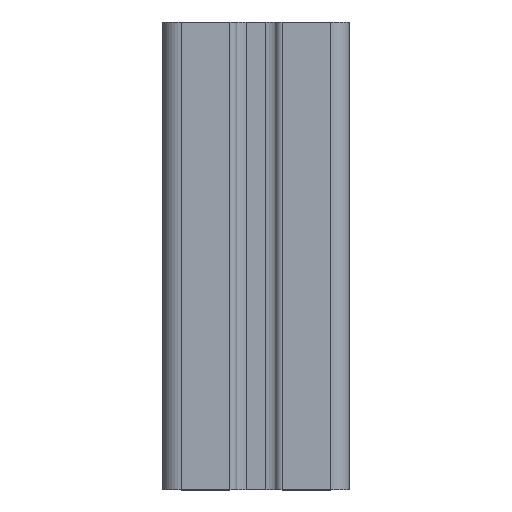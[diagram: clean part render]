
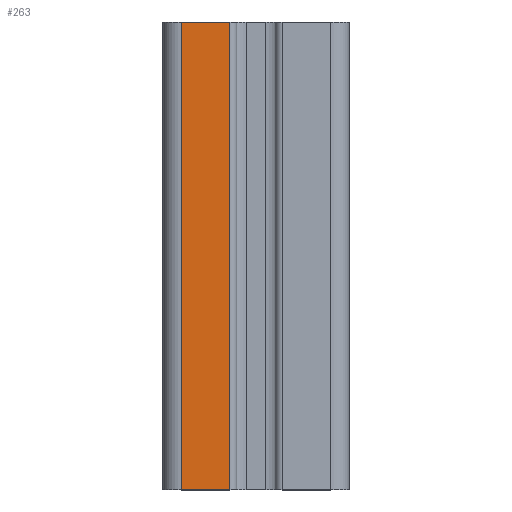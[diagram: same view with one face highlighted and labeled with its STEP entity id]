
A CAD part, top view. The second image highlights one B-rep face of the part: STEP entity #263.
In plain terms, the highlighted planar face has unit normal (0, 0, 1).
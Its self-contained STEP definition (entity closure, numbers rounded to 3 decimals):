
#263 = ADVANCED_FACE( '', ( #752 ), #753, .T. );
#752 = FACE_OUTER_BOUND( '', #1483, .T. );
#753 = PLANE( '', #1484 );
#1483 = EDGE_LOOP( '', ( #2218, #2219, #2220, #2221 ) );
#1484 = AXIS2_PLACEMENT_3D( '', #2222, #2223, #2224 );
#2218 = ORIENTED_EDGE( '', *, *, #4548, .F. );
#2219 = ORIENTED_EDGE( '', *, *, #4549, .F. );
#2220 = ORIENTED_EDGE( '', *, *, #4550, .T. );
#2221 = ORIENTED_EDGE( '', *, *, #4551, .T. );
#2222 = CARTESIAN_POINT( '', ( -16., 100., 20. ) );
#2223 = DIRECTION( '', ( 0., 0., 1. ) );
#2224 = DIRECTION( '', ( 1., 0., 0. ) );
#4548 = EDGE_CURVE( '', #5489, #5490, #5491, .T. );
#4549 = EDGE_CURVE( '', #5492, #5489, #5493, .T. );
#4550 = EDGE_CURVE( '', #5492, #5494, #5495, .T. );
#4551 = EDGE_CURVE( '', #5494, #5490, #5496, .T. );
#5489 = VERTEX_POINT( '', #6894 );
#5490 = VERTEX_POINT( '', #6895 );
#5491 = LINE( '', #6896, #6897 );
#5492 = VERTEX_POINT( '', #6898 );
#5493 = LINE( '', #6899, #6900 );
#5494 = VERTEX_POINT( '', #6901 );
#5495 = LINE( '', #6902, #6903 );
#5496 = LINE( '', #6904, #6905 );
#6894 = CARTESIAN_POINT( '', ( -5.6, 0., 20. ) );
#6895 = CARTESIAN_POINT( '', ( -16., 0., 20. ) );
#6896 = CARTESIAN_POINT( '', ( -16., 0., 20. ) );
#6897 = VECTOR( '', #8688, 1000. );
#6898 = CARTESIAN_POINT( '', ( -5.6, 100., 20. ) );
#6899 = CARTESIAN_POINT( '', ( -5.6, 100., 20. ) );
#6900 = VECTOR( '', #8689, 1000. );
#6901 = CARTESIAN_POINT( '', ( -16., 100., 20. ) );
#6902 = CARTESIAN_POINT( '', ( -16., 100., 20. ) );
#6903 = VECTOR( '', #8690, 1000. );
#6904 = CARTESIAN_POINT( '', ( -16., 100., 20. ) );
#6905 = VECTOR( '', #8691, 1000. );
#8688 = DIRECTION( '', ( -1., 0., 0. ) );
#8689 = DIRECTION( '', ( 0., -1., 0. ) );
#8690 = DIRECTION( '', ( -1., 0., 0. ) );
#8691 = DIRECTION( '', ( 0., -1., 0. ) );
